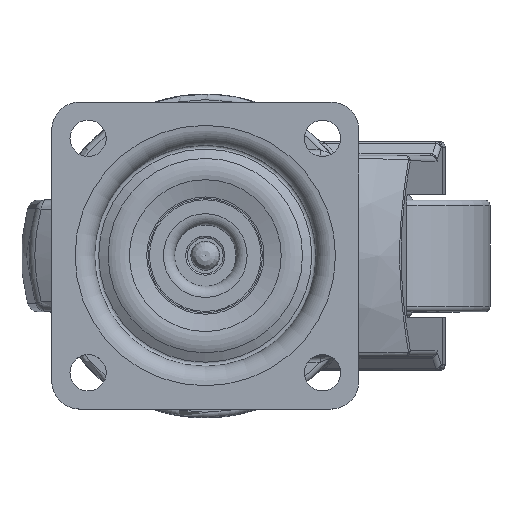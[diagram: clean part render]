
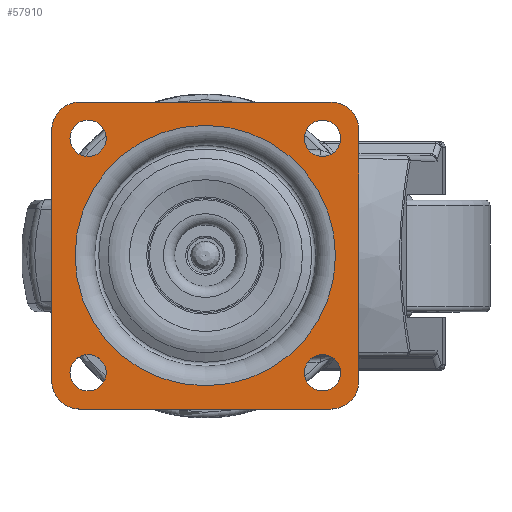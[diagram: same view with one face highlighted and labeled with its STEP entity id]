
A CAD part, top view. The second image highlights one B-rep face of the part: STEP entity #57910.
In plain terms, the highlighted planar face has unit normal (0, 0, 1).
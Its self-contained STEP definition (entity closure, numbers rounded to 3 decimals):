
#57139=CARTESIAN_POINT('',(-23.328,0.,55.5));
#57140=VERTEX_POINT('',#57139);
#57141=CARTESIAN_POINT('',(0.,0.,55.5));
#57142=DIRECTION('',(0.0,0.0,-1.0));
#57143=DIRECTION('',(-1.0,0.0,0.0));
#57144=AXIS2_PLACEMENT_3D('',#57141,#57142,#57143);
#57145=CIRCLE('',#57144,23.328);
#57146=EDGE_CURVE('',#57140,#57140,#57145,.T.);
#57273=CARTESIAN_POINT('',(-17.75,-21.0,55.5));
#57274=VERTEX_POINT('',#57273);
#57275=CARTESIAN_POINT('',(-21.,-21.0,55.5));
#57276=DIRECTION('',(0.0,0.0,-1.0));
#57277=DIRECTION('',(-1.0,0.0,0.0));
#57278=AXIS2_PLACEMENT_3D('',#57275,#57276,#57277);
#57279=CIRCLE('',#57278,3.25);
#57280=EDGE_CURVE('',#57274,#57274,#57279,.T.);
#57301=CARTESIAN_POINT('',(24.25,-21.0,55.5));
#57302=VERTEX_POINT('',#57301);
#57303=CARTESIAN_POINT('',(21.,-21.0,55.5));
#57304=DIRECTION('',(0.0,0.0,-1.0));
#57305=DIRECTION('',(-1.0,0.0,0.0));
#57306=AXIS2_PLACEMENT_3D('',#57303,#57304,#57305);
#57307=CIRCLE('',#57306,3.25);
#57308=EDGE_CURVE('',#57302,#57302,#57307,.T.);
#57329=CARTESIAN_POINT('',(-17.75,21.0,55.5));
#57330=VERTEX_POINT('',#57329);
#57331=CARTESIAN_POINT('',(-21.,21.0,55.5));
#57332=DIRECTION('',(0.0,0.0,-1.0));
#57333=DIRECTION('',(-1.0,0.0,0.0));
#57334=AXIS2_PLACEMENT_3D('',#57331,#57332,#57333);
#57335=CIRCLE('',#57334,3.25);
#57336=EDGE_CURVE('',#57330,#57330,#57335,.T.);
#57357=CARTESIAN_POINT('',(24.25,21.0,55.5));
#57358=VERTEX_POINT('',#57357);
#57359=CARTESIAN_POINT('',(21.,21.0,55.5));
#57360=DIRECTION('',(0.0,0.0,-1.0));
#57361=DIRECTION('',(-1.0,0.0,0.0));
#57362=AXIS2_PLACEMENT_3D('',#57359,#57360,#57361);
#57363=CIRCLE('',#57362,3.25);
#57364=EDGE_CURVE('',#57358,#57358,#57363,.T.);
#57608=CARTESIAN_POINT('',(22.5,-27.5,55.5));
#57609=VERTEX_POINT('',#57608);
#57616=CARTESIAN_POINT('',(-22.5,-27.5,55.5));
#57617=VERTEX_POINT('',#57616);
#57618=CARTESIAN_POINT('',(-22.5,-27.5,55.5));
#57619=DIRECTION('',(1.0,0.0,0.0));
#57620=VECTOR('',#57619,45.0);
#57621=LINE('',#57618,#57620);
#57622=EDGE_CURVE('',#57617,#57609,#57621,.T.);
#57647=CARTESIAN_POINT('',(27.5,-22.5,55.5));
#57648=VERTEX_POINT('',#57647);
#57655=CARTESIAN_POINT('',(22.5,-22.5,55.5));
#57656=DIRECTION('',(0.0,0.0,1.0));
#57657=DIRECTION('',(-1.0,0.0,0.0));
#57658=AXIS2_PLACEMENT_3D('',#57655,#57656,#57657);
#57659=CIRCLE('',#57658,5.0);
#57660=EDGE_CURVE('',#57609,#57648,#57659,.T.);
#57679=CARTESIAN_POINT('',(27.5,22.5,55.5));
#57680=VERTEX_POINT('',#57679);
#57687=CARTESIAN_POINT('',(27.5,-22.5,55.5));
#57688=DIRECTION('',(0.0,1.0,0.0));
#57689=VECTOR('',#57688,45.0);
#57690=LINE('',#57687,#57689);
#57691=EDGE_CURVE('',#57648,#57680,#57690,.T.);
#57711=CARTESIAN_POINT('',(22.5,27.5,55.5));
#57712=VERTEX_POINT('',#57711);
#57719=CARTESIAN_POINT('',(22.5,22.5,55.5));
#57720=DIRECTION('',(0.0,0.0,1.0));
#57721=DIRECTION('',(-1.0,0.0,0.0));
#57722=AXIS2_PLACEMENT_3D('',#57719,#57720,#57721);
#57723=CIRCLE('',#57722,5.0);
#57724=EDGE_CURVE('',#57680,#57712,#57723,.T.);
#57743=CARTESIAN_POINT('',(-22.5,27.5,55.5));
#57744=VERTEX_POINT('',#57743);
#57751=CARTESIAN_POINT('',(22.5,27.5,55.5));
#57752=DIRECTION('',(-1.0,0.0,0.0));
#57753=VECTOR('',#57752,45.0);
#57754=LINE('',#57751,#57753);
#57755=EDGE_CURVE('',#57712,#57744,#57754,.T.);
#57775=CARTESIAN_POINT('',(-27.5,22.5,55.5));
#57776=VERTEX_POINT('',#57775);
#57783=CARTESIAN_POINT('',(-22.5,22.5,55.5));
#57784=DIRECTION('',(0.0,0.0,1.0));
#57785=DIRECTION('',(-1.0,0.0,0.0));
#57786=AXIS2_PLACEMENT_3D('',#57783,#57784,#57785);
#57787=CIRCLE('',#57786,5.0);
#57788=EDGE_CURVE('',#57744,#57776,#57787,.T.);
#57807=CARTESIAN_POINT('',(-27.5,-22.5,55.5));
#57808=VERTEX_POINT('',#57807);
#57815=CARTESIAN_POINT('',(-27.5,22.5,55.5));
#57816=DIRECTION('',(0.0,-1.0,0.0));
#57817=VECTOR('',#57816,45.);
#57818=LINE('',#57815,#57817);
#57819=EDGE_CURVE('',#57776,#57808,#57818,.T.);
#57838=CARTESIAN_POINT('',(-22.5,-22.5,55.5));
#57839=DIRECTION('',(0.0,0.0,1.0));
#57840=DIRECTION('',(-1.0,0.0,0.0));
#57841=AXIS2_PLACEMENT_3D('',#57838,#57839,#57840);
#57842=CIRCLE('',#57841,5.0);
#57843=EDGE_CURVE('',#57808,#57617,#57842,.T.);
#57880=CARTESIAN_POINT('',(-0.762,0.,55.5));
#57881=DIRECTION('',(0.0,0.0,1.0));
#57882=DIRECTION('',(1.0,0.0,0.0));
#57883=AXIS2_PLACEMENT_3D('',#57880,#57881,#57882);
#57884=PLANE('',#57883);
#57885=ORIENTED_EDGE('',*,*,#57843,.T.);
#57886=ORIENTED_EDGE('',*,*,#57622,.T.);
#57887=ORIENTED_EDGE('',*,*,#57660,.T.);
#57888=ORIENTED_EDGE('',*,*,#57691,.T.);
#57889=ORIENTED_EDGE('',*,*,#57724,.T.);
#57890=ORIENTED_EDGE('',*,*,#57755,.T.);
#57891=ORIENTED_EDGE('',*,*,#57788,.T.);
#57892=ORIENTED_EDGE('',*,*,#57819,.T.);
#57893=EDGE_LOOP('',(#57885,#57886,#57887,#57888,#57889,#57890,#57891,#57892));
#57894=FACE_OUTER_BOUND('',#57893,.T.);
#57895=ORIENTED_EDGE('',*,*,#57280,.T.);
#57896=EDGE_LOOP('',(#57895));
#57897=FACE_BOUND('',#57896,.T.);
#57898=ORIENTED_EDGE('',*,*,#57308,.T.);
#57899=EDGE_LOOP('',(#57898));
#57900=FACE_BOUND('',#57899,.T.);
#57901=ORIENTED_EDGE('',*,*,#57146,.T.);
#57902=EDGE_LOOP('',(#57901));
#57903=FACE_BOUND('',#57902,.T.);
#57904=ORIENTED_EDGE('',*,*,#57336,.T.);
#57905=EDGE_LOOP('',(#57904));
#57906=FACE_BOUND('',#57905,.T.);
#57907=ORIENTED_EDGE('',*,*,#57364,.T.);
#57908=EDGE_LOOP('',(#57907));
#57909=FACE_BOUND('',#57908,.T.);
#57910=ADVANCED_FACE('',(#57894,#57897,#57900,#57903,#57906,#57909),#57884,.T.);
